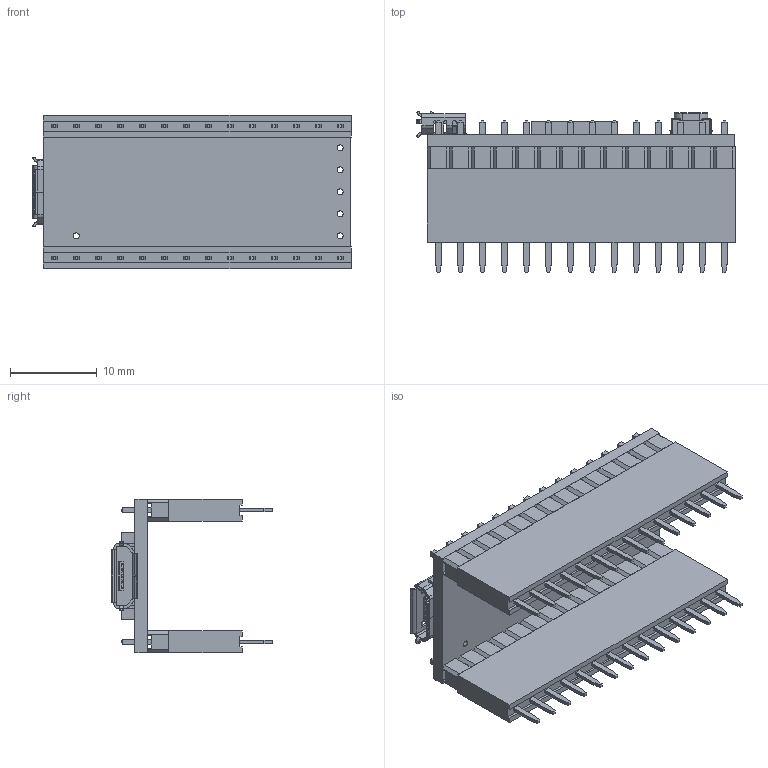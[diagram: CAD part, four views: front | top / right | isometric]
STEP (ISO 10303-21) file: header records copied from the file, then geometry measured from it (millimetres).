
FILE_DESCRIPTION (( 'STEP AP203' ), '1' );
FILE_NAME ('Teensy2.STEP', '2024-09-01T15:49:14', ( '' ), ( '' ), 'SwSTEP 2.0', 'SolidWorks 2023', '' );
FILE_SCHEMA (( 'CONFIG_CONTROL_DESIGN' ));
Length unit declared in the file: millimetre
Products named in the file (7): pin254femalex14; Teensy2; Teensy_4.0_PCB; NXP iMXRT1062; pin254malex14; Micro USB-B Female 5Pin SMD; SKRPACE010 v4
Assembly tree (8 placements, depth 2):
  Teensy2
    Teensy_4.0_PCB
    Micro USB-B Female 5Pin SMD
    NXP iMXRT1062
    SKRPACE010 v4
    pin254malex14  x2
    pin254femalex14  x2
Bounding box: 36.81 x 18.62 x 17.7 mm (x, y, z)
Volume: 2998.9 mm3; surface area: 5939.4 mm2
Topology: 14 solids, 14 shells, 1893 faces, 4895 edges, 3130 vertices
Faces by surface type: plane 1553, cylinder 317, bspline 13, torus 10
Entity records: 41450 total; most frequent: CARTESIAN_POINT 7382, ORIENTED_EDGE 7018, DIRECTION 6717, EDGE_CURVE 3509, LINE 2835, VECTOR 2835, VERTEX_POINT 2262, AXIS2_PLACEMENT_3D 1941
